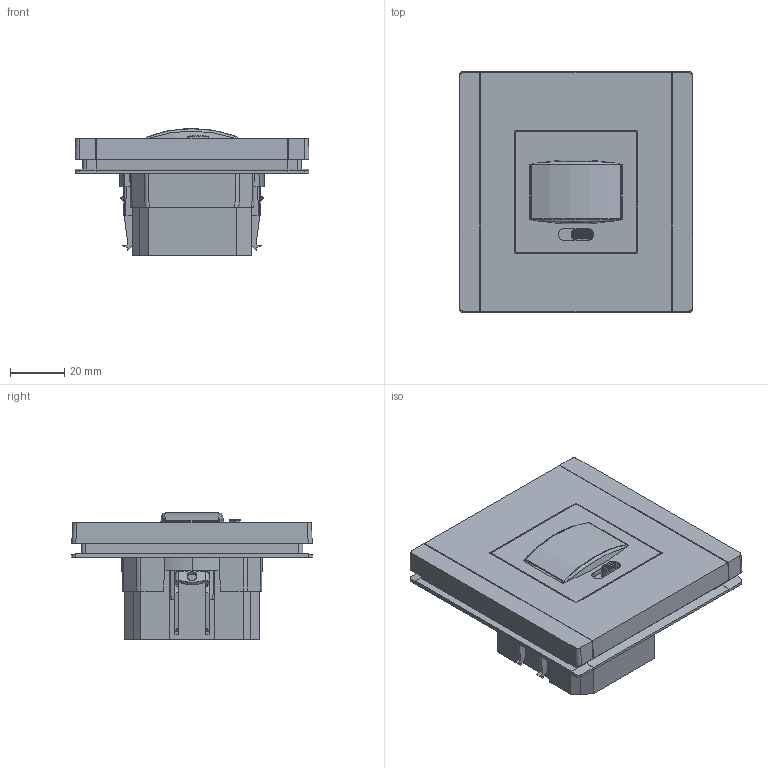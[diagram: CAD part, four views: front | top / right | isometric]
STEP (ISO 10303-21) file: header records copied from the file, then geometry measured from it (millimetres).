
FILE_DESCRIPTION (( 'STEP AP214' ), '1' );
FILE_NAME ('äàò÷èê äâèæåíèÿ 2.STEP', '2025-03-11T08:06:29', ( '' ), ( '' ), 'SwSTEP 2.0', 'SolidWorks 2022', '' );
FILE_SCHEMA (( 'AUTOMOTIVE_DESIGN' ));
Length unit declared in the file: millimetre
Products named in the file (1): датчик движения 2
Bounding box: 86.46 x 89 x 46.95 mm (x, y, z)
Volume: 159769.6 mm3; surface area: 50628.1 mm2
Topology: 1 solids, 106 shells, 1921 faces, 5019 edges, 3315 vertices
Faces by surface type: plane 1464, cylinder 393, bspline 34, cone 30
Entity records: 58961 total; most frequent: CARTESIAN_POINT 13337, ORIENTED_EDGE 10038, DIRECTION 8535, EDGE_CURVE 5019, LINE 3909, VECTOR 3909, VERTEX_POINT 3315, AXIS2_PLACEMENT_3D 2313
